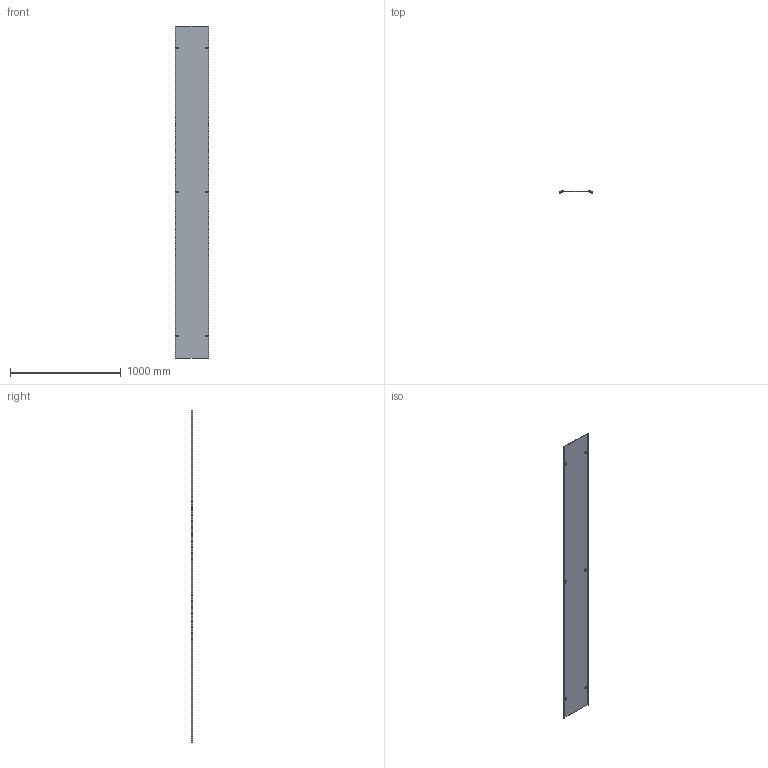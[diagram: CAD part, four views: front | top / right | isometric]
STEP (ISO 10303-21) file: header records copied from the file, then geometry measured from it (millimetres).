
FILE_DESCRIPTION (( 'STEP AP214' ), '1' );
FILE_NAME ('6051387.stp', '2019-04-16T07:25:36', ( '' ), ( '' ), 'SwSTEP 2.0', 'SolidWorks 2018', '' );
FILE_SCHEMA (( 'AUTOMOTIVE_DESIGN' ));
Length unit declared in the file: millimetre
Products named in the file (4): 6051387; KTS 08.082-005_Standard; KTS 08.081-003_Standard; 039860_300x3000; gelocht O13; s=1,5
Assembly tree (13 placements, depth 2):
  6051387
    039860_300x3000; gelocht O13; s=1,5
    KTS 08.081-003_Standard  x6
    KTS 08.082-005_Standard  x6
Bounding box: 304 x 17 x 3000 mm (x, y, z)
Volume: 1481993 mm3; surface area: 1982729.9 mm2
Topology: 13 solids, 13 shells, 300 faces, 732 edges, 476 vertices
Faces by surface type: plane 174, cylinder 84, torus 24, bspline 18
Entity records: 2599 total; most frequent: CARTESIAN_POINT 511, DIRECTION 410, ORIENTED_EDGE 384, EDGE_CURVE 192, AXIS2_PLACEMENT_3D 142, VERTEX_POINT 126, VECTOR 126, LINE 126
